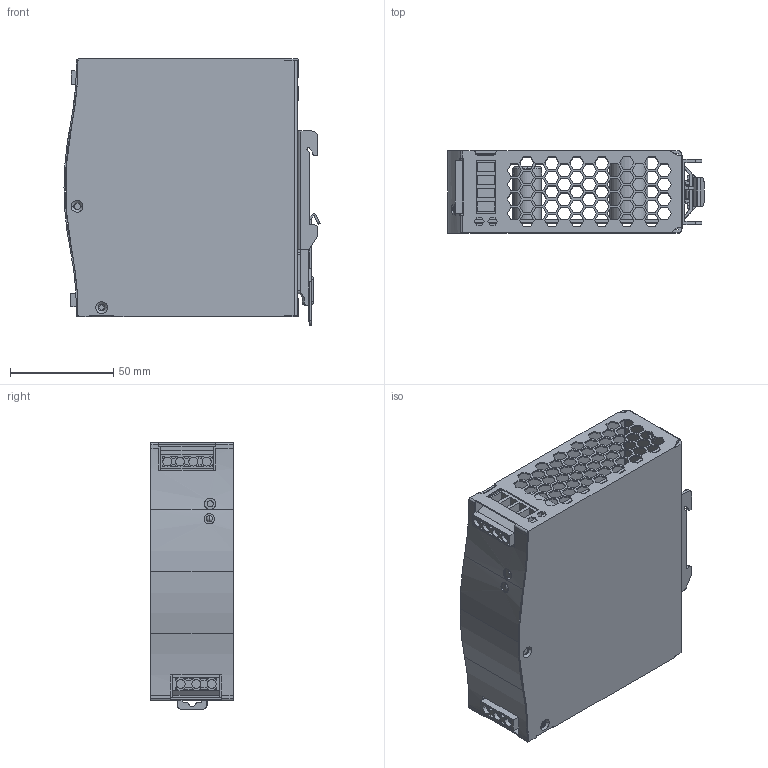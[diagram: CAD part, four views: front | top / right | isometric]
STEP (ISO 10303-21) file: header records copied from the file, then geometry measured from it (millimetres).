
FILE_DESCRIPTION(('HOOPS Exchange Step'),'2;1');
FILE_NAME('export-798A44D8-F941-465F-B851-A92EFD7200C1.stp','2021-05-01T16:23:07+02:00',('Engineering'),('Alibre'),'HOOPS Exchange 2020.1','Alibre','Unknown authorisation');
FILE_SCHEMA( ('AP242_MANAGED_MODEL_BASED_3D_ENGINEERING_MIM_LF {1 0 10303 442 1 1 4 }') );
Length unit declared in the file: millimetre
Products named in the file (9): 4393-8 Mean Well NDR-120-12 12VDC 120W DIN Rail PowerSupply; 4393-7 Mean Well NDR-120-12 12VDC 120W DIN Rail PowerSupply; 4393-2 Mean Well NDR-120-12 12VDC 120W DIN Rail PowerSupply; 4393-1 Mean Well NDR-120-12 12VDC 120W DIN Rail PowerSupply; 4393-4 Mean Well NDR-120-12 12VDC 120W DIN Rail PowerSupply; 4393-6 Mean Well NDR-120-12 12VDC 120W DIN Rail PowerSupply; 4393-5 Mean Well NDR-120-12 12VDC 120W DIN Rail PowerSupply; 4393-3 Mean Well NDR-120-12 12VDC 120W DIN Rail PowerSupply; 4393 Mean Well NDR-120-12 12VDC 120W DIN Rail PowerSupply
Assembly tree (8 placements, depth 4):
  4393 Mean Well NDR-120-12 12VDC 120W DIN Rail PowerSupply
    4393-8 Mean Well NDR-120-12 12VDC 120W DIN Rail PowerSupply
    4393-1 Mean Well NDR-120-12 12VDC 120W DIN Rail PowerSupply
      4393-2 Mean Well NDR-120-12 12VDC 120W DIN Rail PowerSupply
        4393-7 Mean Well NDR-120-12 12VDC 120W DIN Rail PowerSupply
    4393-3 Mean Well NDR-120-12 12VDC 120W DIN Rail PowerSupply
      4393-4 Mean Well NDR-120-12 12VDC 120W DIN Rail PowerSupply
      4393-6 Mean Well NDR-120-12 12VDC 120W DIN Rail PowerSupply
      4393-5 Mean Well NDR-120-12 12VDC 120W DIN Rail PowerSupply
Bounding box: 124.26 x 40 x 129.21 mm (x, y, z)
Volume: 114441.9 mm3; surface area: 138421 mm2
Topology: 5 solids, 5 shells, 1597 faces, 4582 edges, 3025 vertices
Faces by surface type: plane 1241, cylinder 290, torus 36, cone 30
Entity records: 53535 total; most frequent: CARTESIAN_POINT 10077, ORIENTED_EDGE 9164, DIRECTION 8522, EDGE_CURVE 4582, VECTOR 3856, LINE 3856, VERTEX_POINT 3025, AXIS2_PLACEMENT_3D 2333
